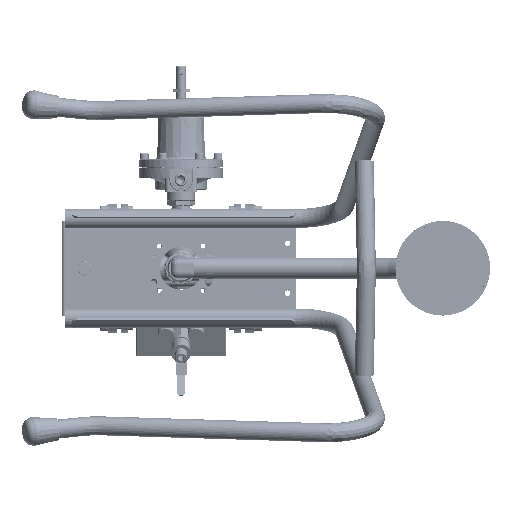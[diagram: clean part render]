
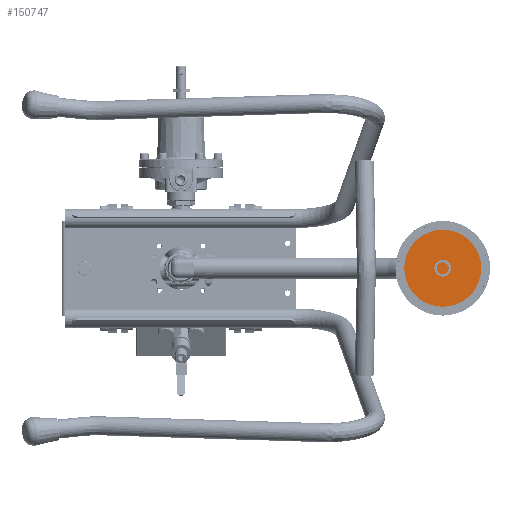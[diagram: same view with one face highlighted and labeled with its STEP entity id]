
A CAD part, front view. The second image highlights one B-rep face of the part: STEP entity #150747.
In plain terms, the highlighted face is planar.
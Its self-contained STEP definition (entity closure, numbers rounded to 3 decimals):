
#1228 = EDGE_LOOP ( 'NONE', ( #170332, #22259 ) ) ;
#8391 = AXIS2_PLACEMENT_3D ( 'NONE', #42296, #13673, #128769 ) ;
#13673 = DIRECTION ( 'NONE',  ( 0., 0., 1. ) ) ;
#22259 = ORIENTED_EDGE ( 'NONE', *, *, #78366, .T. ) ;
#28372 = VERTEX_POINT ( 'NONE', #32730 ) ;
#31808 = CARTESIAN_POINT ( 'NONE',  ( 0., 0., 3. ) ) ;
#32730 = CARTESIAN_POINT ( 'NONE',  ( 38.672, 0., 3. ) ) ;
#39116 = CARTESIAN_POINT ( 'NONE',  ( 0., 0., 3. ) ) ;
#42296 = CARTESIAN_POINT ( 'NONE',  ( -39.136, -39.136, 3. ) ) ;
#52735 = AXIS2_PLACEMENT_3D ( 'NONE', #39116, #154280, #181056 ) ;
#55227 = CIRCLE ( 'NONE', #107932, 38.672 ) ;
#63994 = FACE_OUTER_BOUND ( 'NONE', #1228, .T. ) ;
#69771 = PLANE ( 'NONE',  #8391 ) ;
#71847 = EDGE_CURVE ( 'NONE', #173985, #28372, #55227, .T. ) ;
#75226 = CARTESIAN_POINT ( 'NONE',  ( -38.672, 0., 3. ) ) ;
#78366 = EDGE_CURVE ( 'NONE', #28372, #173985, #130123, .T. ) ;
#107932 = AXIS2_PLACEMENT_3D ( 'NONE', #31808, #155762, #142027 ) ;
#128769 = DIRECTION ( 'NONE',  ( 1., 0., 0. ) ) ;
#130123 = CIRCLE ( 'NONE', #52735, 38.672 ) ;
#142027 = DIRECTION ( 'NONE',  ( -1., 0., 0. ) ) ;
#150747 = ADVANCED_FACE ( 'NONE', ( #63994 ), #69771, .T. ) ;
#154280 = DIRECTION ( 'NONE',  ( 0., 0., 1. ) ) ;
#155762 = DIRECTION ( 'NONE',  ( 0., 0., 1. ) ) ;
#170332 = ORIENTED_EDGE ( 'NONE', *, *, #71847, .T. ) ;
#173985 = VERTEX_POINT ( 'NONE', #75226 ) ;
#181056 = DIRECTION ( 'NONE',  ( -1., 0., 0. ) ) ;
